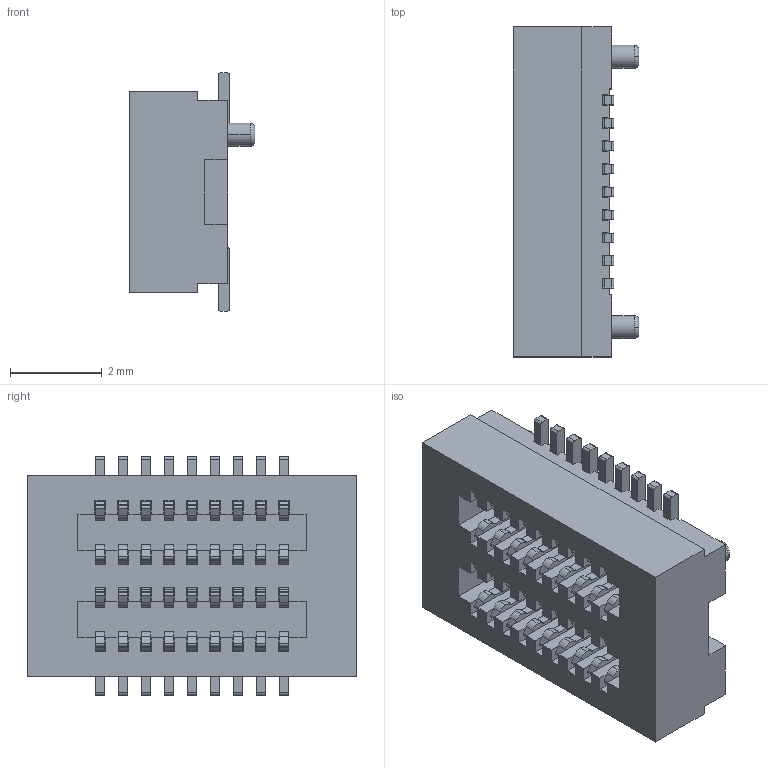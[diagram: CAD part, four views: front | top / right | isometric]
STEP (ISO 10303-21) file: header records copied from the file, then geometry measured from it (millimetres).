
FILE_DESCRIPTION (( 'STEP AP214' ), '1' );
FILE_NAME ('SGDBF-05-018P-H22.stp', '2023-12-28T08:43:57', ( '' ), ( '' ), 'SwSTEP 2.0', 'SolidWorks 2020', '' );
FILE_SCHEMA (( 'AUTOMOTIVE_DESIGN' ));
Length unit declared in the file: millimetre
Products named in the file (1): SGDBF-05-018P-H22
Bounding box: 2.75 x 7.2 x 5.2 mm (x, y, z)
Volume: 51.2 mm3; surface area: 270.1 mm2
Topology: 1 solids, 1 shells, 1194 faces, 3456 edges, 2268 vertices
Faces by surface type: plane 808, cylinder 382, torus 4
Entity records: 39070 total; most frequent: CARTESIAN_POINT 7027, ORIENTED_EDGE 6912, DIRECTION 6550, EDGE_CURVE 3456, VECTOR 2680, LINE 2680, VERTEX_POINT 2268, AXIS2_PLACEMENT_3D 1935
